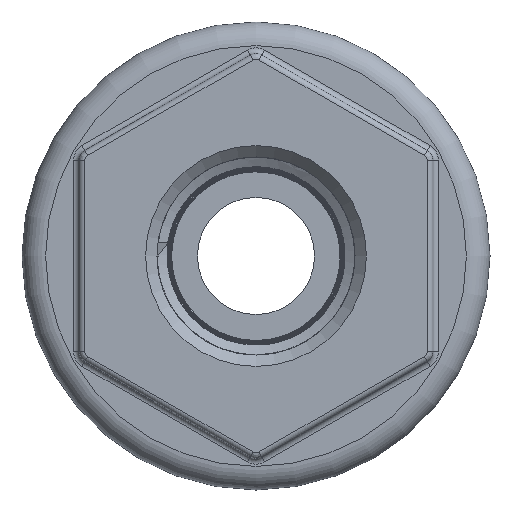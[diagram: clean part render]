
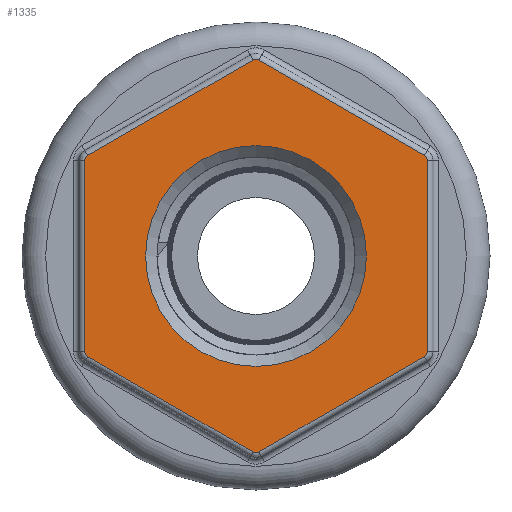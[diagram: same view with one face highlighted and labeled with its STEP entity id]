
A CAD part, left-side view. The second image highlights one B-rep face of the part: STEP entity #1335.
In plain terms, the highlighted planar face has unit normal (-1, 0, 0).
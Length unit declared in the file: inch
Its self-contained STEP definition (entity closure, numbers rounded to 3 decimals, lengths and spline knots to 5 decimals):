
#690=CARTESIAN_POINT('',(0.0,0.8925,-0.53261));
#691=VERTEX_POINT('',#690);
#699=CARTESIAN_POINT('',(0.0,0.9075,-0.50662));
#700=VERTEX_POINT('',#699);
#701=CARTESIAN_POINT('',(0.0,0.8775,-0.50662));
#702=DIRECTION('',(1.0,0.0,0.0));
#703=DIRECTION('',(0.0,0.866,-0.5));
#704=AXIS2_PLACEMENT_3D('',#701,#702,#703);
#705=CIRCLE('',#704,0.03);
#706=EDGE_CURVE('',#691,#700,#705,.T.);
#724=CARTESIAN_POINT('',(0.0,0.9075,0.50662));
#725=VERTEX_POINT('',#724);
#735=CARTESIAN_POINT('',(0.0,0.9075,-0.50662));
#736=DIRECTION('',(0.0,0.0,1.0));
#737=VECTOR('',#736,1.01325);
#738=LINE('',#735,#737);
#739=EDGE_CURVE('',#700,#725,#738,.T.);
#779=CARTESIAN_POINT('',(0.0,0.8925,0.53261));
#780=VERTEX_POINT('',#779);
#790=CARTESIAN_POINT('',(0.0,0.8775,0.50662));
#791=DIRECTION('',(1.0,0.0,0.0));
#792=DIRECTION('',(0.0,0.866,0.5));
#793=AXIS2_PLACEMENT_3D('',#790,#791,#792);
#794=CIRCLE('',#793,0.03);
#795=EDGE_CURVE('',#725,#780,#794,.T.);
#805=CARTESIAN_POINT('',(0.0,0.015,1.03923));
#806=VERTEX_POINT('',#805);
#816=CARTESIAN_POINT('',(0.0,0.8925,0.53261));
#817=DIRECTION('',(0.0,-0.866,0.5));
#818=VECTOR('',#817,1.01325);
#819=LINE('',#816,#818);
#820=EDGE_CURVE('',#780,#806,#819,.T.);
#878=CARTESIAN_POINT('',(0.0,-0.015,1.03923));
#879=VERTEX_POINT('',#878);
#889=CARTESIAN_POINT('',(0.0,0.,1.01325));
#890=DIRECTION('',(1.0,0.0,0.0));
#891=DIRECTION('',(0.0,0.0,1.0));
#892=AXIS2_PLACEMENT_3D('',#889,#890,#891);
#893=CIRCLE('',#892,0.03);
#894=EDGE_CURVE('',#806,#879,#893,.T.);
#904=CARTESIAN_POINT('',(0.0,-0.8925,0.53261));
#905=VERTEX_POINT('',#904);
#915=CARTESIAN_POINT('',(0.0,-0.015,1.03923));
#916=DIRECTION('',(0.0,-0.866,-0.5));
#917=VECTOR('',#916,1.01325);
#918=LINE('',#915,#917);
#919=EDGE_CURVE('',#879,#905,#918,.T.);
#959=CARTESIAN_POINT('',(0.0,-0.9075,0.50662));
#960=VERTEX_POINT('',#959);
#978=CARTESIAN_POINT('',(0.0,-0.8775,0.50662));
#979=DIRECTION('',(1.0,0.0,0.0));
#980=DIRECTION('',(0.0,-0.866,0.5));
#981=AXIS2_PLACEMENT_3D('',#978,#979,#980);
#982=CIRCLE('',#981,0.03);
#983=EDGE_CURVE('',#905,#960,#982,.T.);
#993=CARTESIAN_POINT('',(0.0,-0.9075,-0.50662));
#994=VERTEX_POINT('',#993);
#1011=CARTESIAN_POINT('',(0.0,-0.9075,0.50662));
#1012=DIRECTION('',(0.0,0.0,-1.0));
#1013=VECTOR('',#1012,1.01325);
#1014=LINE('',#1011,#1013);
#1015=EDGE_CURVE('',#960,#994,#1014,.T.);
#1055=CARTESIAN_POINT('',(0.0,-0.8925,-0.53261));
#1056=VERTEX_POINT('',#1055);
#1074=CARTESIAN_POINT('',(0.0,-0.8775,-0.50662));
#1075=DIRECTION('',(1.0,0.0,0.0));
#1076=DIRECTION('',(0.0,-0.866,-0.5));
#1077=AXIS2_PLACEMENT_3D('',#1074,#1075,#1076);
#1078=CIRCLE('',#1077,0.03);
#1079=EDGE_CURVE('',#994,#1056,#1078,.T.);
#1089=CARTESIAN_POINT('',(0.0,-0.015,-1.03923));
#1090=VERTEX_POINT('',#1089);
#1107=CARTESIAN_POINT('',(0.0,-0.8925,-0.53261));
#1108=DIRECTION('',(0.0,0.866,-0.5));
#1109=VECTOR('',#1108,1.01325);
#1110=LINE('',#1107,#1109);
#1111=EDGE_CURVE('',#1056,#1090,#1110,.T.);
#1169=CARTESIAN_POINT('',(0.0,0.015,-1.03923));
#1170=VERTEX_POINT('',#1169);
#1188=CARTESIAN_POINT('',(0.0,0.,-1.01325));
#1189=DIRECTION('',(1.0,0.0,0.0));
#1190=DIRECTION('',(0.0,0.0,-1.0));
#1191=AXIS2_PLACEMENT_3D('',#1188,#1189,#1190);
#1192=CIRCLE('',#1191,0.03);
#1193=EDGE_CURVE('',#1090,#1170,#1192,.T.);
#1211=CARTESIAN_POINT('',(0.0,0.015,-1.03923));
#1212=DIRECTION('',(0.0,0.866,0.5));
#1213=VECTOR('',#1212,1.01325);
#1214=LINE('',#1211,#1213);
#1215=EDGE_CURVE('',#1170,#691,#1214,.T.);
#1305=CARTESIAN_POINT('',(0.0,0.76125,0.0));
#1306=DIRECTION('',(-1.0,0.0,0.0));
#1307=DIRECTION('',(0.0,0.0,1.0));
#1308=AXIS2_PLACEMENT_3D('',#1305,#1306,#1307);
#1309=PLANE('',#1308);
#1310=ORIENTED_EDGE('',*,*,#706,.F.);
#1311=ORIENTED_EDGE('',*,*,#1215,.F.);
#1312=ORIENTED_EDGE('',*,*,#1193,.F.);
#1313=ORIENTED_EDGE('',*,*,#1111,.F.);
#1314=ORIENTED_EDGE('',*,*,#1079,.F.);
#1315=ORIENTED_EDGE('',*,*,#1015,.F.);
#1316=ORIENTED_EDGE('',*,*,#983,.F.);
#1317=ORIENTED_EDGE('',*,*,#919,.F.);
#1318=ORIENTED_EDGE('',*,*,#894,.F.);
#1319=ORIENTED_EDGE('',*,*,#820,.F.);
#1320=ORIENTED_EDGE('',*,*,#795,.F.);
#1321=ORIENTED_EDGE('',*,*,#739,.F.);
#1322=EDGE_LOOP('',(#1310,#1311,#1312,#1313,#1314,#1315,#1316,#1317,#1318,#1319,#1320,#1321));
#1323=FACE_OUTER_BOUND('',#1322,.T.);
#1324=CARTESIAN_POINT('',(0.0,0.585,0.0));
#1325=VERTEX_POINT('',#1324);
#1326=CARTESIAN_POINT('',(0.0,0.0,0.0));
#1327=DIRECTION('',(1.0,0.0,0.0));
#1328=DIRECTION('',(0.0,1.0,0.0));
#1329=AXIS2_PLACEMENT_3D('',#1326,#1327,#1328);
#1330=CIRCLE('',#1329,0.585);
#1331=EDGE_CURVE('',#1325,#1325,#1330,.T.);
#1332=ORIENTED_EDGE('',*,*,#1331,.T.);
#1333=EDGE_LOOP('',(#1332));
#1334=FACE_BOUND('',#1333,.T.);
#1335=ADVANCED_FACE('',(#1323,#1334),#1309,.T.);
